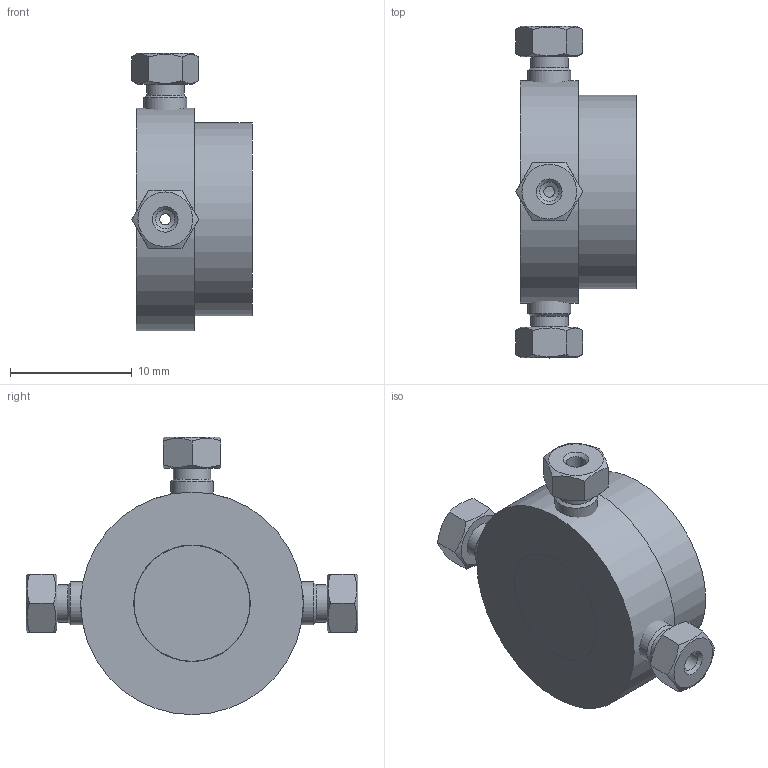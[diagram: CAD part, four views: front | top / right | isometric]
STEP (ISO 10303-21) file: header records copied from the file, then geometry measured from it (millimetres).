
FILE_DESCRIPTION((''),'2;1');
FILE_NAME('305064-MT.5S6 Micro volume 1-32 Tee.stp','2013-08-22T09:09:12',('Franzp'),(''),'Autodesk Inventor 2013','Autodesk Inventor 2013','');
FILE_SCHEMA(('AUTOMOTIVE_DESIGN { 1 0 10303 214 1 1 1 1 }'));
Length unit declared in the file: millimetre
Products named in the file (1): 305064_Shrinkwrap_1
Bounding box: 9.89 x 27.27 x 22.78 mm (x, y, z)
Surface area: 1566.5 mm2 (no closed solid volume)
Topology: 0 solids, 6 shells, 57 faces, 133 edges, 86 vertices
Faces by surface type: plane 29, cone 16, cylinder 12
Full cylindrical faces by diameter (mm): 1.575 x3, 3.073 x3, 3.302 x1, 3.505 x3, 15.875 x1, 18.288 x1
Entity records: 1601 total; most frequent: CARTESIAN_POINT 417, DIRECTION 214, ORIENTED_EDGE 184, EDGE_CURVE 100, AXIS2_PLACEMENT_3D 98, EDGE_LOOP 97, VERTEX_POINT 82, FACE_OUTER_BOUND 57
